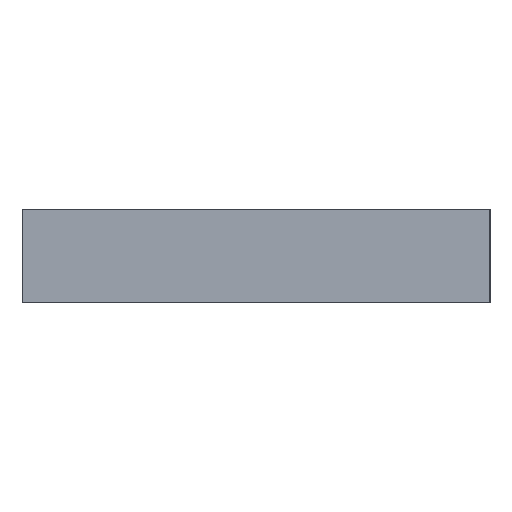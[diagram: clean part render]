
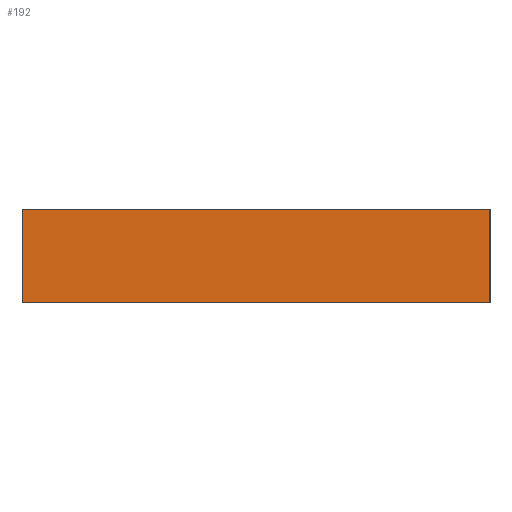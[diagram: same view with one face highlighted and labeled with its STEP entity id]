
A CAD part, left-side view. The second image highlights one B-rep face of the part: STEP entity #192.
In plain terms, the highlighted planar face has unit normal (-1, 0, 0).
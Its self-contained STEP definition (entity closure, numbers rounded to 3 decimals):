
#24=FACE_OUTER_BOUND('',#34,.T.);
#34=EDGE_LOOP('',(#155,#156,#157,#158));
#52=LINE('',#295,#76);
#60=LINE('',#310,#84);
#61=LINE('',#312,#85);
#62=LINE('',#313,#86);
#76=VECTOR('',#244,10.);
#84=VECTOR('',#256,10.);
#85=VECTOR('',#259,10.);
#86=VECTOR('',#260,10.);
#96=VERTEX_POINT('',#292);
#97=VERTEX_POINT('',#294);
#101=VERTEX_POINT('',#306);
#102=VERTEX_POINT('',#308);
#116=EDGE_CURVE('',#96,#97,#52,.T.);
#124=EDGE_CURVE('',#101,#102,#60,.T.);
#125=EDGE_CURVE('',#96,#101,#61,.T.);
#126=EDGE_CURVE('',#97,#102,#62,.T.);
#155=ORIENTED_EDGE('',*,*,#125,.T.);
#156=ORIENTED_EDGE('',*,*,#124,.T.);
#157=ORIENTED_EDGE('',*,*,#126,.F.);
#158=ORIENTED_EDGE('',*,*,#116,.F.);
#182=PLANE('',#216);
#192=ADVANCED_FACE('',(#24),#182,.T.);
#216=AXIS2_PLACEMENT_3D('',#311,#257,#258);
#244=DIRECTION('',(0.,0.,1.));
#256=DIRECTION('',(0.,0.,1.));
#257=DIRECTION('center_axis',(-1.,0.,0.));
#258=DIRECTION('ref_axis',(0.,-1.,0.));
#259=DIRECTION('',(0.,-1.,0.));
#260=DIRECTION('',(0.,-1.,0.));
#292=CARTESIAN_POINT('',(0.,15.,0.));
#294=CARTESIAN_POINT('',(0.,15.,3.));
#295=CARTESIAN_POINT('',(0.,15.,0.));
#306=CARTESIAN_POINT('',(0.,0.,0.));
#308=CARTESIAN_POINT('',(0.,0.,3.));
#310=CARTESIAN_POINT('',(0.,0.,0.));
#311=CARTESIAN_POINT('Origin',(0.,15.,0.));
#312=CARTESIAN_POINT('',(0.,15.,0.));
#313=CARTESIAN_POINT('',(0.,15.,3.));
